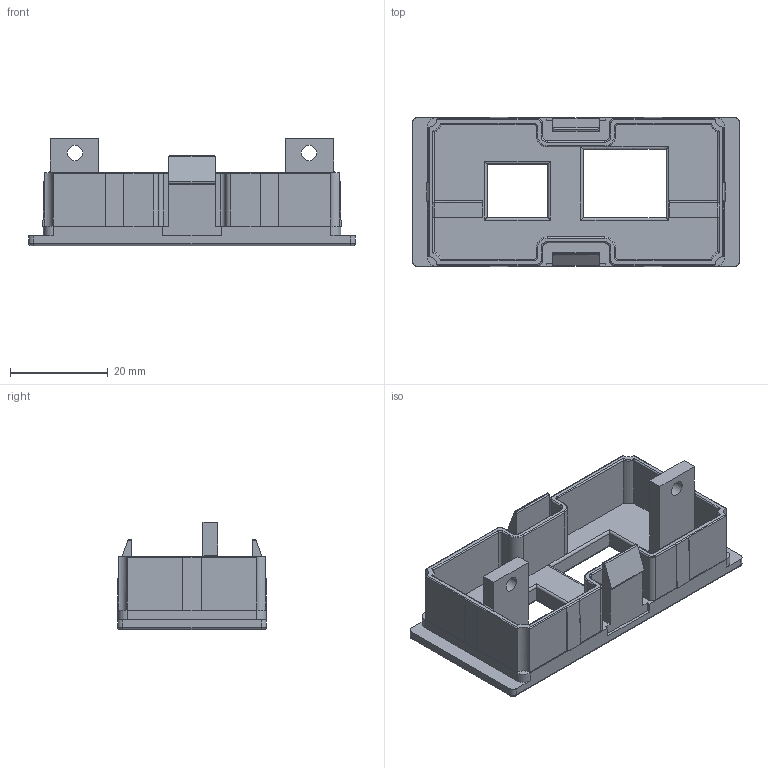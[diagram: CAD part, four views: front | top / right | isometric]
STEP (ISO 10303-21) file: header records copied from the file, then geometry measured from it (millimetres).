
FILE_DESCRIPTION (( 'STEP AP214' ), '1' );
FILE_NAME ('FrontCover.STEP', '2018-02-18T09:26:27', ( '' ), ( '' ), 'SwSTEP 2.0', 'SolidWorks 2017', '' );
FILE_SCHEMA (( 'AUTOMOTIVE_DESIGN' ));
Length unit declared in the file: millimetre
Products named in the file (1): FrontCover
Bounding box: 67 x 30.7 x 22 mm (x, y, z)
Volume: 10348.9 mm3; surface area: 10017.6 mm2
Topology: 1 solids, 1 shells, 235 faces, 613 edges, 380 vertices
Faces by surface type: plane 111, cylinder 90, torus 24, bspline 10
Entity records: 7410 total; most frequent: CARTESIAN_POINT 1674, ORIENTED_EDGE 1226, DIRECTION 1160, EDGE_CURVE 613, AXIS2_PLACEMENT_3D 390, VERTEX_POINT 380, LINE 380, VECTOR 380
